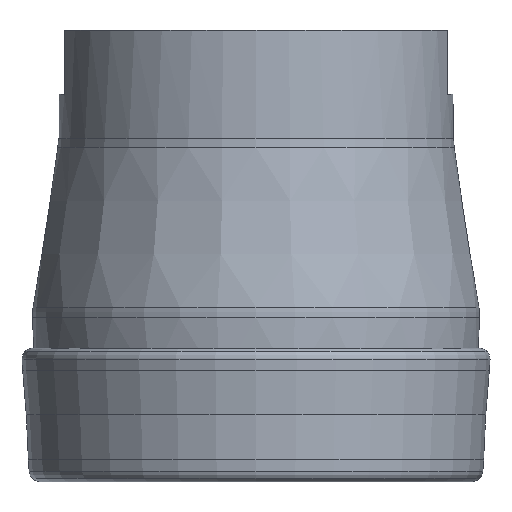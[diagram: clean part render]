
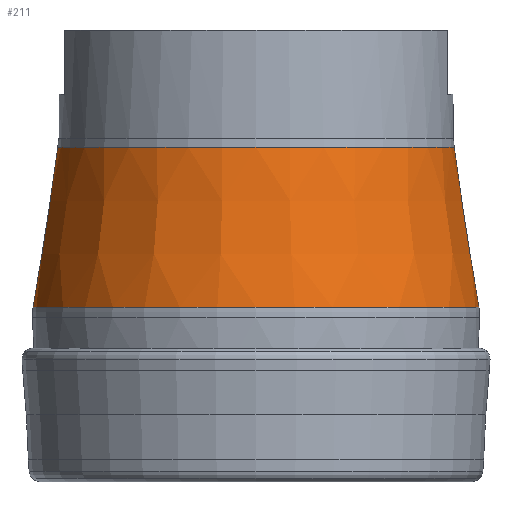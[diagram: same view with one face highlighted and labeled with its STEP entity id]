
A CAD part, left-side view. The second image highlights one B-rep face of the part: STEP entity #211.
In plain terms, the highlighted conical face has half-angle 8.813 degrees and reference radius 17.5 mm.
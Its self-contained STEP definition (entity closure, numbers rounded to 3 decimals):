
#140=CONICAL_SURFACE('',#1012,17.5,8.813);
#211=ADVANCED_FACE('',(#403,#404),#140,.T.);
#403=FACE_BOUND('',#489,.T.);
#404=FACE_BOUND('',#490,.T.);
#489=EDGE_LOOP('',(#598));
#490=EDGE_LOOP('',(#599));
#598=ORIENTED_EDGE('',*,*,#782,.T.);
#599=ORIENTED_EDGE('',*,*,#783,.T.);
#714=VERTEX_POINT('',#1622);
#715=VERTEX_POINT('',#1624);
#782=EDGE_CURVE('',#714,#714,#852,.T.);
#783=EDGE_CURVE('',#715,#715,#853,.T.);
#852=CIRCLE('',#1010,19.753);
#853=CIRCLE('',#1011,17.559);
#1010=AXIS2_PLACEMENT_3D('',#1621,#1199,#1200);
#1011=AXIS2_PLACEMENT_3D('',#1623,#1201,#1202);
#1012=AXIS2_PLACEMENT_3D('',#1625,#1203,#1204);
#1199=DIRECTION('',(0.,0.,1.));
#1200=DIRECTION('',(-1.,0.,0.));
#1201=DIRECTION('',(0.,0.,-1.));
#1202=DIRECTION('',(1.,0.,0.));
#1203=DIRECTION('',(0.,0.,-1.));
#1204=DIRECTION('',(1.,0.,0.));
#1621=CARTESIAN_POINT('',(0.,0.,-24.532));
#1622=CARTESIAN_POINT('',(-19.753,0.,-24.532));
#1623=CARTESIAN_POINT('',(0.,0.,-10.381));
#1624=CARTESIAN_POINT('',(17.559,0.,-10.381));
#1625=CARTESIAN_POINT('',(0.,0.,-10.));
